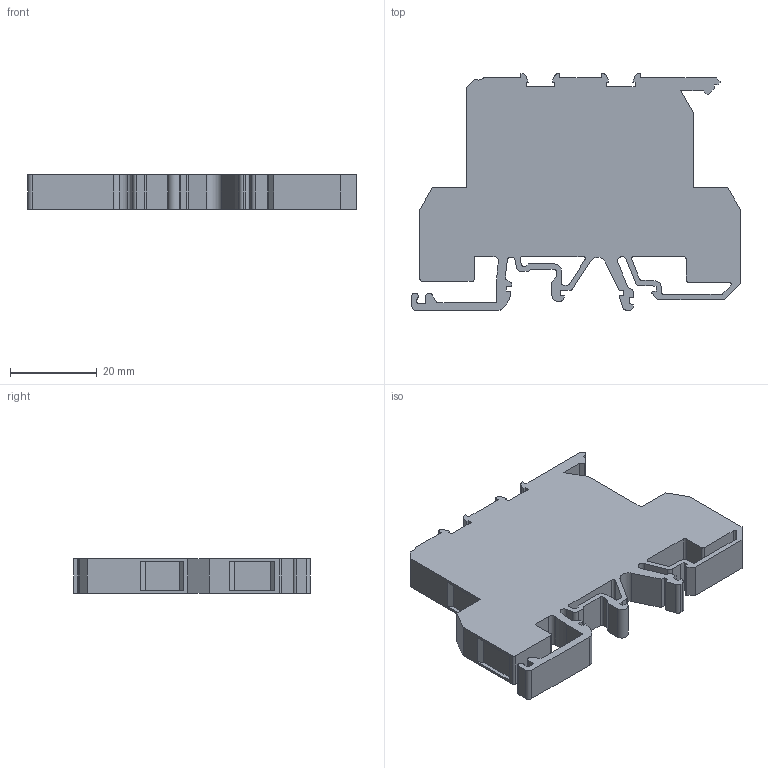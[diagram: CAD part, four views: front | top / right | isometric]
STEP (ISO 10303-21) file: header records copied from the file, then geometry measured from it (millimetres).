
FILE_DESCRIPTION((''),'2;1');
FILE_NAME('PRT0001','2022-11-21T',('Administrator'),(''),'PRO/ENGINEER BY PARAMETRIC TECHNOLOGY CORPORATION, 2013230','PRO/ENGINEER BY PARAMETRIC TECHNOLOGY CORPORATION, 2013230','');
FILE_SCHEMA(('CONFIG_CONTROL_DESIGN'));
Length unit declared in the file: millimetre
Products named in the file (1): PRT0001
Bounding box: 75.7 x 54.6 x 8 mm (x, y, z)
Volume: 21936.5 mm3; surface area: 9897.6 mm2
Topology: 1 solids, 1 shells, 195 faces, 555 edges, 370 vertices
Faces by surface type: plane 134, cylinder 61
Entity records: 6377 total; most frequent: CARTESIAN_POINT 1120, ORIENTED_EDGE 1110, DIRECTION 1067, EDGE_CURVE 555, VECTOR 433, LINE 433, VERTEX_POINT 370, AXIS2_PLACEMENT_3D 317
